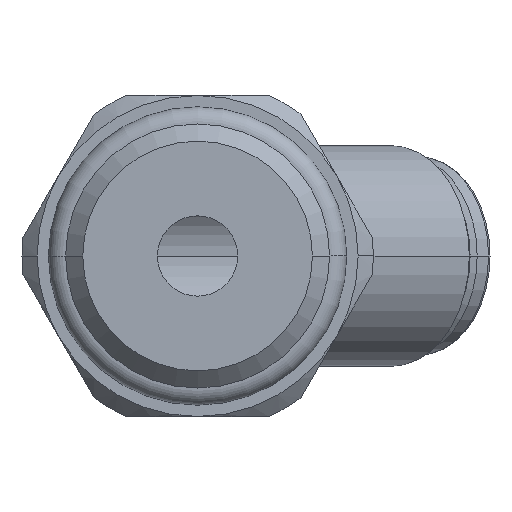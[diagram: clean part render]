
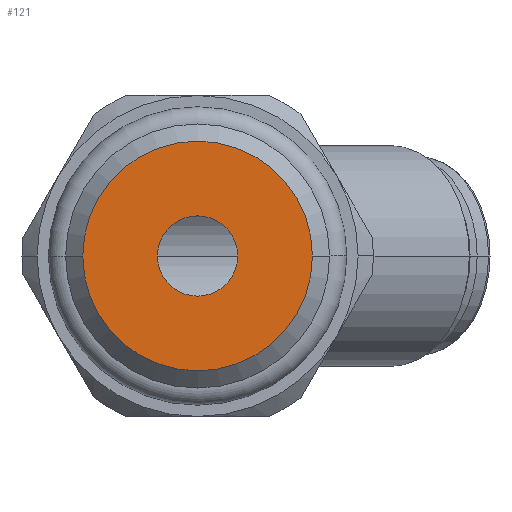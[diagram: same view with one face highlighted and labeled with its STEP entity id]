
A CAD part, front view. The second image highlights one B-rep face of the part: STEP entity #121.
In plain terms, the highlighted planar face has unit normal (0, -1, 0).
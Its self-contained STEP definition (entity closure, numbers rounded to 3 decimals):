
#121=ADVANCED_FACE('',(#279,#280),#281,.T.);
#279=FACE_BOUND('',#438,.T.);
#280=FACE_OUTER_BOUND('',#439,.T.);
#281=PLANE('',#440);
#438=EDGE_LOOP('',(#1020,#1021));
#439=EDGE_LOOP('',(#1022,#1023));
#440=AXIS2_PLACEMENT_3D('',#1024,#1025,#1026);
#1020=ORIENTED_EDGE('',*,*,#1117,.T.);
#1021=ORIENTED_EDGE('',*,*,#1128,.T.);
#1022=ORIENTED_EDGE('',*,*,#1038,.F.);
#1023=ORIENTED_EDGE('',*,*,#1203,.F.);
#1024=CARTESIAN_POINT('',(2.861,-5.5,0.0));
#1025=DIRECTION('',(-0.0,-1.0,-0.0));
#1026=DIRECTION('',(-1.0,0.0,0.0));
#1038=EDGE_CURVE('',#1224,#1226,#1227,.T.);
#1117=EDGE_CURVE('',#1366,#1370,#1372,.T.);
#1128=EDGE_CURVE('',#1370,#1366,#1387,.T.);
#1203=EDGE_CURVE('',#1226,#1224,#1492,.T.);
#1224=VERTEX_POINT('',#1519);
#1226=VERTEX_POINT('',#1522);
#1227=CIRCLE('',#1523,5.723);
#1366=VERTEX_POINT('',#1745);
#1370=VERTEX_POINT('',#1750);
#1372=CIRCLE('',#1753,2.0);
#1387=CIRCLE('',#1768,2.0);
#1492=CIRCLE('',#2116,5.723);
#1519=CARTESIAN_POINT('',(5.723,-5.5,0.0));
#1522=CARTESIAN_POINT('',(-5.723,-5.5,0.));
#1523=AXIS2_PLACEMENT_3D('',#2138,#2139,#2140);
#1745=CARTESIAN_POINT('',(2.0,-5.5,0.0));
#1750=CARTESIAN_POINT('',(-2.0,-5.5,0.));
#1753=AXIS2_PLACEMENT_3D('',#2304,#2305,#2306);
#1768=AXIS2_PLACEMENT_3D('',#2337,#2338,#2339);
#2116=AXIS2_PLACEMENT_3D('',#2479,#2480,#2481);
#2138=CARTESIAN_POINT('',(0.0,-5.5,0.0));
#2139=DIRECTION('',(-0.0,1.0,0.0));
#2140=DIRECTION('',(1.0,0.0,0.0));
#2304=CARTESIAN_POINT('',(0.0,-5.5,0.0));
#2305=DIRECTION('',(-0.0,1.0,0.0));
#2306=DIRECTION('',(1.0,0.0,0.0));
#2337=CARTESIAN_POINT('',(0.0,-5.5,0.0));
#2338=DIRECTION('',(-0.0,1.0,0.0));
#2339=DIRECTION('',(1.0,0.0,0.0));
#2479=CARTESIAN_POINT('',(0.0,-5.5,0.0));
#2480=DIRECTION('',(-0.0,1.0,0.0));
#2481=DIRECTION('',(1.0,0.0,0.0));
